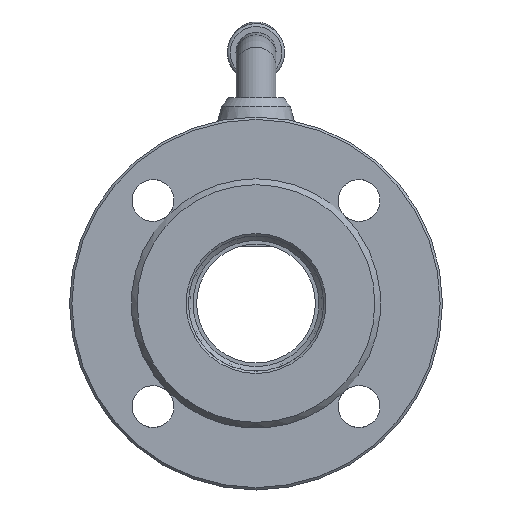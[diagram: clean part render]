
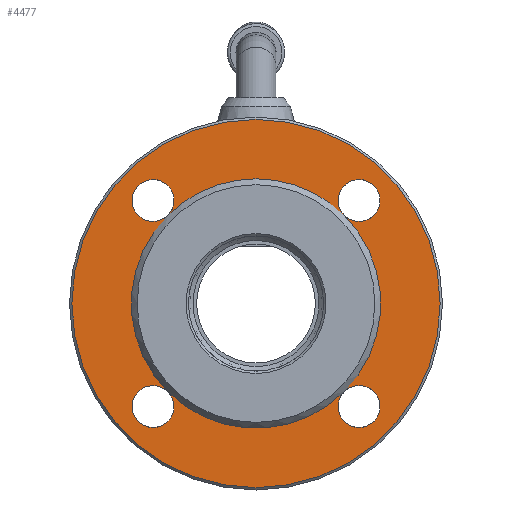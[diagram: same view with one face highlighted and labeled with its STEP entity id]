
A CAD part, front view. The second image highlights one B-rep face of the part: STEP entity #4477.
In plain terms, the highlighted planar face has unit normal (0, -1, 0).
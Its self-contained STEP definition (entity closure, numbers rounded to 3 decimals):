
#4327=CARTESIAN_POINT('',(0.,-15.,79.));
#4328=VERTEX_POINT('',#4327);
#4335=CARTESIAN_POINT('',(-0.,-15.,-79.));
#4336=VERTEX_POINT('',#4335);
#4337=CARTESIAN_POINT('',(0.,-15.,0.));
#4338=DIRECTION('',(0.,-1.,0.));
#4339=DIRECTION('',(0.,0.,-1.));
#4340=AXIS2_PLACEMENT_3D('',#4337,#4338,#4339);
#4341=CIRCLE('',#4340,79.);
#4342=EDGE_CURVE('',#4336,#4328,#4341,.T.);
#4344=CARTESIAN_POINT('',(0.,-15.,0.));
#4345=DIRECTION('',(0.,-1.,0.));
#4346=DIRECTION('',(0.,0.,-1.));
#4347=AXIS2_PLACEMENT_3D('',#4344,#4345,#4346);
#4348=CIRCLE('',#4347,79.);
#4349=EDGE_CURVE('',#4328,#4336,#4348,.T.);
#4357=CARTESIAN_POINT('',(0.,-15.,53.5));
#4358=DIRECTION('',(0.,-1.,0.));
#4359=DIRECTION('',(0.,0.,-1.));
#4360=AXIS2_PLACEMENT_3D('',#4357,#4358,#4359);
#4361=PLANE('',#4360);
#4362=ORIENTED_EDGE('',*,*,#4342,.T.);
#4363=ORIENTED_EDGE('',*,*,#4349,.T.);
#4364=EDGE_LOOP('',(#4362,#4363));
#4365=FACE_BOUND('',#4364,.T.);
#4366=CARTESIAN_POINT('',(-37.83,-15.,37.83));
#4367=VERTEX_POINT('',#4366);
#4368=CARTESIAN_POINT('',(-37.83,-15.,-37.83));
#4369=VERTEX_POINT('',#4368);
#4370=CARTESIAN_POINT('',(0.,-15.,0.));
#4371=DIRECTION('',(0.,-1.,0.));
#4372=DIRECTION('',(0.,0.,-1.));
#4373=AXIS2_PLACEMENT_3D('',#4370,#4371,#4372);
#4374=CIRCLE('',#4373,53.5);
#4375=EDGE_CURVE('',#4367,#4369,#4374,.T.);
#4376=ORIENTED_EDGE('',*,*,#4375,.F.);
#4377=CARTESIAN_POINT('',(-35.194,-15.,44.194));
#4378=VERTEX_POINT('',#4377);
#4379=CARTESIAN_POINT('',(-44.194,-15.,44.194));
#4380=DIRECTION('',(0.,-1.,0.));
#4381=DIRECTION('',(1.,0.,0.));
#4382=AXIS2_PLACEMENT_3D('',#4379,#4380,#4381);
#4383=CIRCLE('',#4382,9.);
#4384=EDGE_CURVE('',#4378,#4367,#4383,.T.);
#4385=ORIENTED_EDGE('',*,*,#4384,.F.);
#4386=CARTESIAN_POINT('',(-44.194,-15.,44.194));
#4387=DIRECTION('',(0.,-1.,0.));
#4388=DIRECTION('',(1.,0.,0.));
#4389=AXIS2_PLACEMENT_3D('',#4386,#4387,#4388);
#4390=CIRCLE('',#4389,9.);
#4391=EDGE_CURVE('',#4367,#4378,#4390,.T.);
#4392=ORIENTED_EDGE('',*,*,#4391,.F.);
#4393=CARTESIAN_POINT('',(0.,-15.,53.5));
#4394=VERTEX_POINT('',#4393);
#4395=CARTESIAN_POINT('',(0.,-15.,0.));
#4396=DIRECTION('',(0.,-1.,0.));
#4397=DIRECTION('',(0.,0.,-1.));
#4398=AXIS2_PLACEMENT_3D('',#4395,#4396,#4397);
#4399=CIRCLE('',#4398,53.5);
#4400=EDGE_CURVE('',#4394,#4367,#4399,.T.);
#4401=ORIENTED_EDGE('',*,*,#4400,.F.);
#4402=CARTESIAN_POINT('',(37.83,-15.,37.83));
#4403=VERTEX_POINT('',#4402);
#4404=CARTESIAN_POINT('',(0.,-15.,0.));
#4405=DIRECTION('',(0.,-1.,0.));
#4406=DIRECTION('',(0.,0.,-1.));
#4407=AXIS2_PLACEMENT_3D('',#4404,#4405,#4406);
#4408=CIRCLE('',#4407,53.5);
#4409=EDGE_CURVE('',#4403,#4394,#4408,.T.);
#4410=ORIENTED_EDGE('',*,*,#4409,.F.);
#4411=CARTESIAN_POINT('',(53.194,-15.,44.194));
#4412=VERTEX_POINT('',#4411);
#4413=CARTESIAN_POINT('',(44.194,-15.,44.194));
#4414=DIRECTION('',(0.,-1.,0.));
#4415=DIRECTION('',(1.,0.,0.));
#4416=AXIS2_PLACEMENT_3D('',#4413,#4414,#4415);
#4417=CIRCLE('',#4416,9.);
#4418=EDGE_CURVE('',#4412,#4403,#4417,.T.);
#4419=ORIENTED_EDGE('',*,*,#4418,.F.);
#4420=CARTESIAN_POINT('',(44.194,-15.,44.194));
#4421=DIRECTION('',(0.,-1.,0.));
#4422=DIRECTION('',(1.,0.,0.));
#4423=AXIS2_PLACEMENT_3D('',#4420,#4421,#4422);
#4424=CIRCLE('',#4423,9.);
#4425=EDGE_CURVE('',#4403,#4412,#4424,.T.);
#4426=ORIENTED_EDGE('',*,*,#4425,.F.);
#4427=CARTESIAN_POINT('',(37.83,-15.,-37.83));
#4428=VERTEX_POINT('',#4427);
#4429=CARTESIAN_POINT('',(0.,-15.,0.));
#4430=DIRECTION('',(0.,-1.,0.));
#4431=DIRECTION('',(0.,0.,-1.));
#4432=AXIS2_PLACEMENT_3D('',#4429,#4430,#4431);
#4433=CIRCLE('',#4432,53.5);
#4434=EDGE_CURVE('',#4428,#4403,#4433,.T.);
#4435=ORIENTED_EDGE('',*,*,#4434,.F.);
#4436=CARTESIAN_POINT('',(53.194,-15.,-44.194));
#4437=VERTEX_POINT('',#4436);
#4438=CARTESIAN_POINT('',(44.194,-15.,-44.194));
#4439=DIRECTION('',(0.,-1.,0.));
#4440=DIRECTION('',(1.,0.,0.));
#4441=AXIS2_PLACEMENT_3D('',#4438,#4439,#4440);
#4442=CIRCLE('',#4441,9.);
#4443=EDGE_CURVE('',#4437,#4428,#4442,.T.);
#4444=ORIENTED_EDGE('',*,*,#4443,.F.);
#4445=CARTESIAN_POINT('',(44.194,-15.,-44.194));
#4446=DIRECTION('',(0.,-1.,0.));
#4447=DIRECTION('',(1.,0.,0.));
#4448=AXIS2_PLACEMENT_3D('',#4445,#4446,#4447);
#4449=CIRCLE('',#4448,9.);
#4450=EDGE_CURVE('',#4428,#4437,#4449,.T.);
#4451=ORIENTED_EDGE('',*,*,#4450,.F.);
#4452=CARTESIAN_POINT('',(0.,-15.,0.));
#4453=DIRECTION('',(0.,-1.,0.));
#4454=DIRECTION('',(0.,0.,-1.));
#4455=AXIS2_PLACEMENT_3D('',#4452,#4453,#4454);
#4456=CIRCLE('',#4455,53.5);
#4457=EDGE_CURVE('',#4369,#4428,#4456,.T.);
#4458=ORIENTED_EDGE('',*,*,#4457,.F.);
#4459=CARTESIAN_POINT('',(-35.194,-15.,-44.194));
#4460=VERTEX_POINT('',#4459);
#4461=CARTESIAN_POINT('',(-44.194,-15.,-44.194));
#4462=DIRECTION('',(0.,-1.,0.));
#4463=DIRECTION('',(1.,0.,0.));
#4464=AXIS2_PLACEMENT_3D('',#4461,#4462,#4463);
#4465=CIRCLE('',#4464,9.);
#4466=EDGE_CURVE('',#4460,#4369,#4465,.T.);
#4467=ORIENTED_EDGE('',*,*,#4466,.F.);
#4468=CARTESIAN_POINT('',(-44.194,-15.,-44.194));
#4469=DIRECTION('',(0.,-1.,0.));
#4470=DIRECTION('',(1.,0.,0.));
#4471=AXIS2_PLACEMENT_3D('',#4468,#4469,#4470);
#4472=CIRCLE('',#4471,9.);
#4473=EDGE_CURVE('',#4369,#4460,#4472,.T.);
#4474=ORIENTED_EDGE('',*,*,#4473,.F.);
#4475=EDGE_LOOP('',(#4376,#4385,#4392,#4401,#4410,#4419,#4426,#4435,#4444,#4451,#4458,#4467,#4474));
#4476=FACE_BOUND('',#4475,.T.);
#4477=ADVANCED_FACE('',(#4365,#4476),#4361,.T.);
